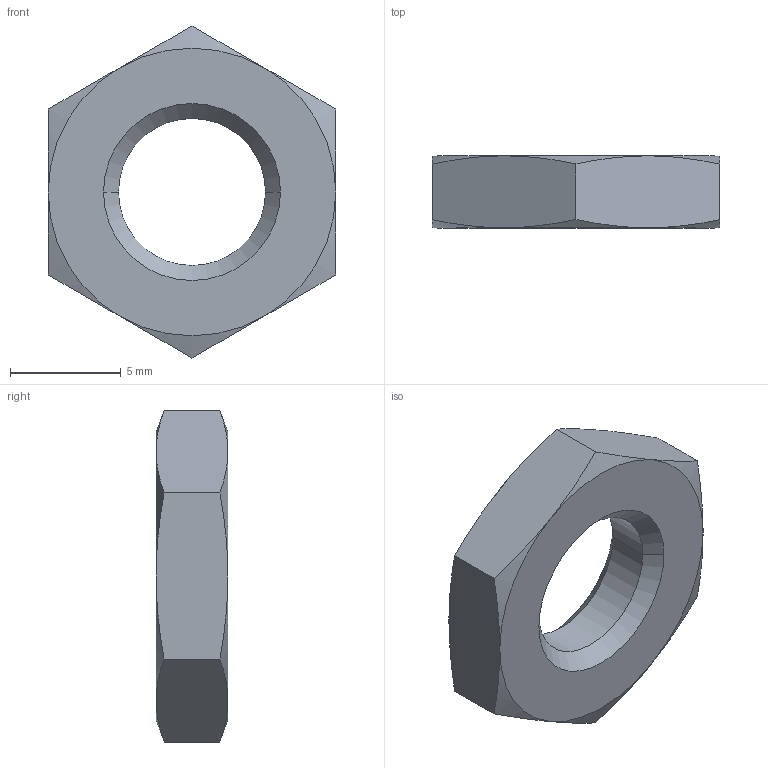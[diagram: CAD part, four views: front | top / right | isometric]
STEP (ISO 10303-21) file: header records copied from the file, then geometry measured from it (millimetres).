
FILE_DESCRIPTION(('Open CASCADE Model'),'2;1');
FILE_NAME('Open CASCADE Shape Model','2021-04-08T10:47:27',('Author'),( 'Open CASCADE'),'Open CASCADE STEP processor 7.4','Open CASCADE 7.4' ,'Unknown');
FILE_SCHEMA(('CONFIG_CONTROL_DESIGN'));
Length unit declared in the file: millimetre
Products named in the file (1): F-NSH-M8 76
Bounding box: 13 x 3.25 x 15.01 mm (x, y, z)
Volume: 349.7 mm3; surface area: 412.6 mm2
Topology: 1 solids, 1 shells, 26 faces, 56 edges, 32 vertices
Faces by surface type: cone 16, plane 8, cylinder 2
Entity records: 2280 total; most frequent: CARTESIAN_POINT 1235, DIRECTION 154, ORIENTED_EDGE 112, PCURVE 112, DEFINITIONAL_REPRESENTATION 112, B_SPLINE_CURVE_WITH_KNOTS 72, LINE 60, VECTOR 60
